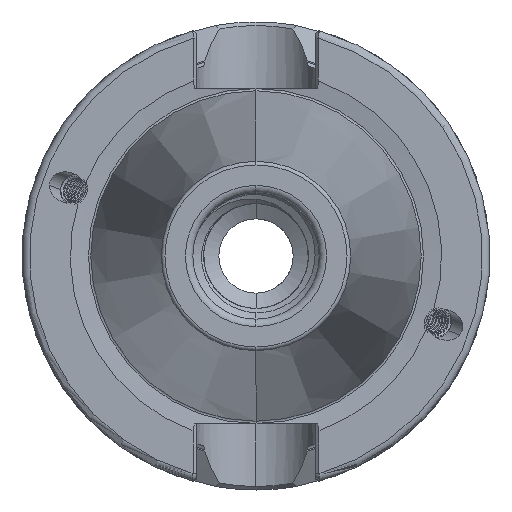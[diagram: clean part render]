
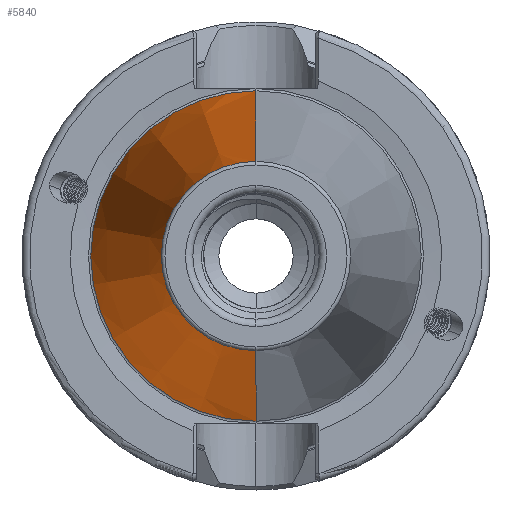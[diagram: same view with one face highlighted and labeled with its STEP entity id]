
A CAD part, left-side view. The second image highlights one B-rep face of the part: STEP entity #5840.
In plain terms, the highlighted conical face has half-angle 8.297 degrees and reference radius 22.24 mm.
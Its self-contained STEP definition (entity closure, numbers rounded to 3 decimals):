
#2832 = ORIENTED_EDGE ( 'NONE', *, *, #11227, .T. ) ;
#2840 = ORIENTED_EDGE ( 'NONE', *, *, #11235, .F. ) ;
#2841 = ORIENTED_EDGE ( 'NONE', *, *, #11188, .F. ) ;
#2857 = ORIENTED_EDGE ( 'NONE', *, *, #11184, .T. ) ;
#2950 = EDGE_LOOP ( 'NONE', ( #2832, #2857, #2841, #2840 ) ) ;
#4281 = CONICAL_SURFACE ( 'NONE', #5144, 22.24, 0.145 ) ;
#4294 = FACE_OUTER_BOUND ( 'NONE', #2950, .T. ) ;
#4425 = VECTOR ( 'NONE', #16174, 1000. ) ;
#4439 = CIRCLE ( 'NONE', #5220, 22.24 ) ;
#4466 = LINE ( 'NONE', #16159, #4425 ) ;
#4482 = VECTOR ( 'NONE', #12070, 1000. ) ;
#4519 = CIRCLE ( 'NONE', #5202, 12.75 ) ;
#4527 = LINE ( 'NONE', #12044, #4482 ) ;
#5144 = AXIS2_PLACEMENT_3D ( 'NONE', #6146, #6123, #6096 ) ;
#5202 = AXIS2_PLACEMENT_3D ( 'NONE', #16369, #16365, #16366 ) ;
#5220 = AXIS2_PLACEMENT_3D ( 'NONE', #16167, #16179, #16155 ) ;
#5840 = ADVANCED_FACE ( 'NONE', ( #4294 ), #4281, .T. ) ;
#6096 = DIRECTION ( 'NONE',  ( 0., 0., -1. ) ) ;
#6123 = DIRECTION ( 'NONE',  ( 1., 0., 0. ) ) ;
#6146 = CARTESIAN_POINT ( 'NONE',  ( -0.9, 0., 0. ) ) ;
#7497 = CARTESIAN_POINT ( 'NONE',  ( -65.972, 0., 12.75 ) ) ;
#7577 = CARTESIAN_POINT ( 'NONE',  ( -65.972, 0., -12.75 ) ) ;
#7616 = CARTESIAN_POINT ( 'NONE',  ( -0.9, 0., -22.24 ) ) ;
#7739 = CARTESIAN_POINT ( 'NONE',  ( -0.9, 0., 22.24 ) ) ;
#11184 = EDGE_CURVE ( 'NONE', #20496, #20526, #4466, .T. ) ;
#11188 = EDGE_CURVE ( 'NONE', #20425, #20526, #4439, .T. ) ;
#11227 = EDGE_CURVE ( 'NONE', #20413, #20496, #4519, .T. ) ;
#11235 = EDGE_CURVE ( 'NONE', #20413, #20425, #4527, .T. ) ;
#12044 = CARTESIAN_POINT ( 'NONE',  ( -0.9, 0., -22.24 ) ) ;
#12070 = DIRECTION ( 'NONE',  ( 0.99, 0., -0.144 ) ) ;
#16155 = DIRECTION ( 'NONE',  ( 0., 0., -1. ) ) ;
#16159 = CARTESIAN_POINT ( 'NONE',  ( -0.9, 0., 22.24 ) ) ;
#16167 = CARTESIAN_POINT ( 'NONE',  ( -0.9, 0., 0. ) ) ;
#16174 = DIRECTION ( 'NONE',  ( 0.99, 0., 0.144 ) ) ;
#16179 = DIRECTION ( 'NONE',  ( 1., 0., 0. ) ) ;
#16365 = DIRECTION ( 'NONE',  ( 1., 0., 0. ) ) ;
#16366 = DIRECTION ( 'NONE',  ( 0., 0., -1. ) ) ;
#16369 = CARTESIAN_POINT ( 'NONE',  ( -65.972, 0., 0. ) ) ;
#20413 = VERTEX_POINT ( 'NONE', #7577 ) ;
#20425 = VERTEX_POINT ( 'NONE', #7616 ) ;
#20496 = VERTEX_POINT ( 'NONE', #7497 ) ;
#20526 = VERTEX_POINT ( 'NONE', #7739 ) ;
